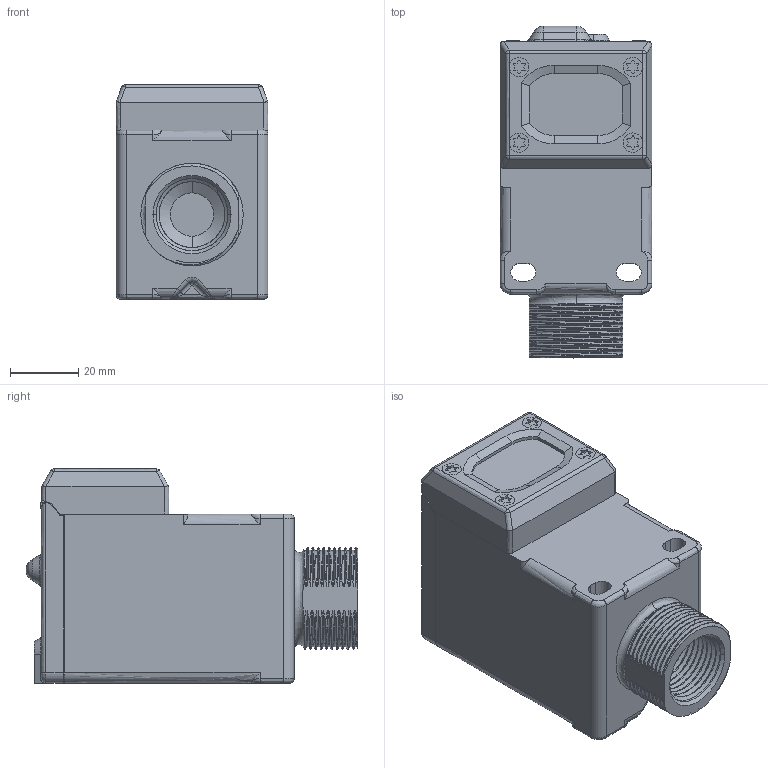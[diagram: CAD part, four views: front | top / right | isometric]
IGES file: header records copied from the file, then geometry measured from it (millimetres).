
Start section:  PTC IGES file: 165753.igs
Global section: file name: 165753.igs; native system: Pro/ENGINEER by Parametric Technology Corporation; preprocessor: 2009141; author: banengservice; organization: Unknown; date: 20120720.113556; units: inch
Bounding box: 44.45 x 97.08 x 62.66 mm (x, y, z)
Volume: 75247.8 mm3; surface area: 49940.6 mm2
Topology: 2 solids, 2 shells, 953 faces, 2490 edges, 1536 vertices
Faces by surface type: revolution 477, bspline 476
